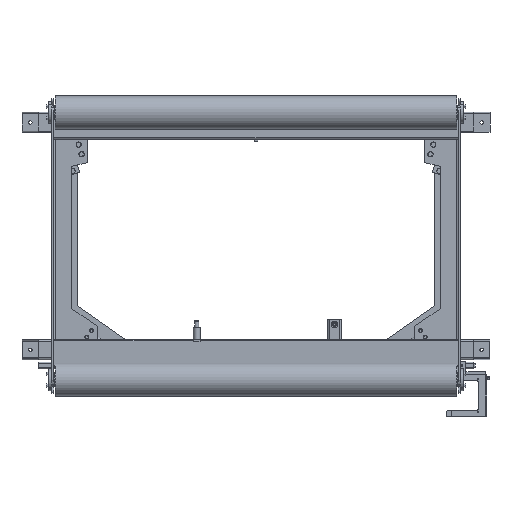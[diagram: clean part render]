
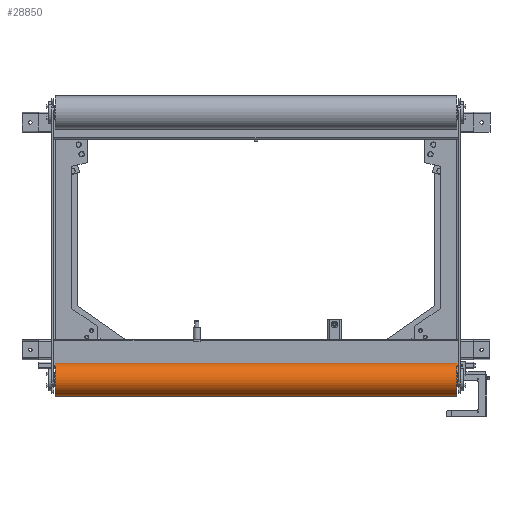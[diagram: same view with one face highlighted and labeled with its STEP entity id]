
A CAD part, top view. The second image highlights one B-rep face of the part: STEP entity #28850.
In plain terms, the highlighted cylindrical face has radius 50 mm (diameter 100 mm), a partial arc.
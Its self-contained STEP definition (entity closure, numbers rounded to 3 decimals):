
#28770=CARTESIAN_POINT('',(900.,38.,0.0));
#28771=VERTEX_POINT('',#28770);
#28772=CARTESIAN_POINT('',(-300.0,38.,0.0));
#28773=VERTEX_POINT('',#28772);
#28774=CARTESIAN_POINT('',(900.,38.,0.0));
#28775=DIRECTION('',(-1.0,0.0,0.0));
#28776=VECTOR('',#28775,1200.0);
#28777=LINE('',#28774,#28776);
#28778=EDGE_CURVE('',#28771,#28773,#28777,.T.);
#28780=CARTESIAN_POINT('',(900.,-62.,0.));
#28781=VERTEX_POINT('',#28780);
#28789=CARTESIAN_POINT('',(-300.,-62.,0.));
#28790=VERTEX_POINT('',#28789);
#28791=CARTESIAN_POINT('',(900.,-62.,0.));
#28792=DIRECTION('',(-1.0,0.0,0.0));
#28793=VECTOR('',#28792,1200.);
#28794=LINE('',#28791,#28793);
#28795=EDGE_CURVE('',#28781,#28790,#28794,.T.);
#28812=CARTESIAN_POINT('',(-300.0,-12.,0.0));
#28813=DIRECTION('',(1.0,0.0,0.0));
#28814=DIRECTION('',(0.0,1.0,0.0));
#28815=AXIS2_PLACEMENT_3D('',#28812,#28813,#28814);
#28816=CIRCLE('',#28815,50.);
#28817=EDGE_CURVE('',#28773,#28790,#28816,.T.);
#28833=CARTESIAN_POINT('',(300.,-12.,0.0));
#28834=DIRECTION('',(1.0,0.0,0.0));
#28835=DIRECTION('',(0.0,1.0,0.0));
#28836=AXIS2_PLACEMENT_3D('',#28833,#28834,#28835);
#28837=CYLINDRICAL_SURFACE('',#28836,50.);
#28838=ORIENTED_EDGE('',*,*,#28778,.T.);
#28839=ORIENTED_EDGE('',*,*,#28817,.T.);
#28840=ORIENTED_EDGE('',*,*,#28795,.F.);
#28841=CARTESIAN_POINT('',(900.,-12.,0.0));
#28842=DIRECTION('',(1.0,0.0,0.0));
#28843=DIRECTION('',(0.0,1.0,0.0));
#28844=AXIS2_PLACEMENT_3D('',#28841,#28842,#28843);
#28845=CIRCLE('',#28844,50.);
#28846=EDGE_CURVE('',#28771,#28781,#28845,.T.);
#28847=ORIENTED_EDGE('',*,*,#28846,.F.);
#28848=EDGE_LOOP('',(#28838,#28839,#28840,#28847));
#28849=FACE_OUTER_BOUND('',#28848,.T.);
#28850=ADVANCED_FACE('',(#28849),#28837,.T.);
